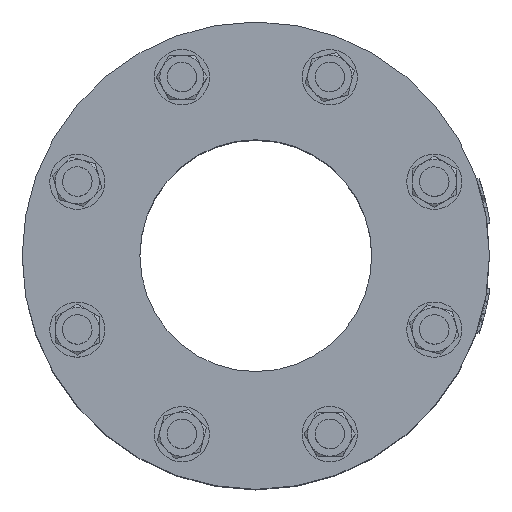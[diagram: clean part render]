
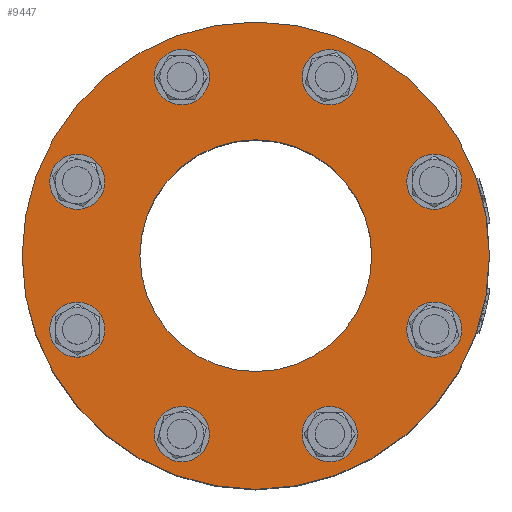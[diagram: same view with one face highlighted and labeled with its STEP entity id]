
A CAD part, top view. The second image highlights one B-rep face of the part: STEP entity #9447.
In plain terms, the highlighted planar face has unit normal (0, 0, 1).
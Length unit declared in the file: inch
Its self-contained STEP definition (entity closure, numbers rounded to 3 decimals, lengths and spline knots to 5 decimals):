
#1288 = CIRCLE ( 'NONE', #3205, 0.59055 ) ;
#1339 = ORIENTED_EDGE ( 'NONE', *, *, #6601, .T. ) ;
#1341 = ORIENTED_EDGE ( 'NONE', *, *, #6456, .T. ) ;
#1347 = ORIENTED_EDGE ( 'NONE', *, *, #6613, .T. ) ;
#1353 = ORIENTED_EDGE ( 'NONE', *, *, #9807, .T. ) ;
#1398 = ORIENTED_EDGE ( 'NONE', *, *, #6563, .T. ) ;
#1406 = ORIENTED_EDGE ( 'NONE', *, *, #6602, .T. ) ;
#1408 = ORIENTED_EDGE ( 'NONE', *, *, #6595, .T. ) ;
#1414 = ORIENTED_EDGE ( 'NONE', *, *, #6606, .T. ) ;
#1428 = ORIENTED_EDGE ( 'NONE', *, *, #6589, .T. ) ;
#1450 = ORIENTED_EDGE ( 'NONE', *, *, #6475, .F. ) ;
#1513 = VERTEX_POINT ( 'NONE', #5012 ) ;
#1519 = VERTEX_POINT ( 'NONE', #5015 ) ;
#1539 = VERTEX_POINT ( 'NONE', #5025 ) ;
#1543 = VERTEX_POINT ( 'NONE', #5027 ) ;
#1547 = VERTEX_POINT ( 'NONE', #5029 ) ;
#1551 = VERTEX_POINT ( 'NONE', #5031 ) ;
#1553 = VERTEX_POINT ( 'NONE', #5032 ) ;
#1559 = VERTEX_POINT ( 'NONE', #5035 ) ;
#1565 = VERTEX_POINT ( 'NONE', #5038 ) ;
#1581 = VERTEX_POINT ( 'NONE', #5046 ) ;
#3205 = AXIS2_PLACEMENT_3D ( 'NONE', #4769, #4770, #4771 ) ;
#4769 = CARTESIAN_POINT ( 'NONE',  ( -3.81919, 1.58196, 7.87402 ) ) ;
#4770 = DIRECTION ( 'NONE',  ( 0., 0., -1. ) ) ;
#4771 = DIRECTION ( 'NONE',  ( 0.707, 0.707, 0. ) ) ;
#5012 = CARTESIAN_POINT ( 'NONE',  ( 3.81919, 0.99141, 7.87402 ) ) ;
#5015 = CARTESIAN_POINT ( 'NONE',  ( 5., 0., 7.87402 ) ) ;
#5025 = CARTESIAN_POINT ( 'NONE',  ( 1.99954, 3.4016, 7.87402 ) ) ;
#5027 = CARTESIAN_POINT ( 'NONE',  ( -0.99141, 3.81919, 7.87402 ) ) ;
#5029 = CARTESIAN_POINT ( 'NONE',  ( 2.48031, 0., 7.87402 ) ) ;
#5031 = CARTESIAN_POINT ( 'NONE',  ( 3.4016, -1.99954, 7.87402 ) ) ;
#5032 = CARTESIAN_POINT ( 'NONE',  ( 0.99141, -3.81919, 7.87402 ) ) ;
#5035 = CARTESIAN_POINT ( 'NONE',  ( -1.99954, -3.4016, 7.87402 ) ) ;
#5038 = CARTESIAN_POINT ( 'NONE',  ( -3.81919, -0.99141, 7.87402 ) ) ;
#5046 = CARTESIAN_POINT ( 'NONE',  ( -3.4016, 1.99954, 7.87402 ) ) ;
#6112 = CARTESIAN_POINT ( 'NONE',  ( 3.81919, 1.58196, 7.87402 ) ) ;
#6113 = DIRECTION ( 'NONE',  ( 0., 0., -1. ) ) ;
#6114 = DIRECTION ( 'NONE',  ( 0., -1., 0. ) ) ;
#6456 = EDGE_CURVE ( 'NONE', #1513, #1513, #10959, .T. ) ;
#6475 = EDGE_CURVE ( 'NONE', #1519, #1519, #10978, .T. ) ;
#6563 = EDGE_CURVE ( 'NONE', #1539, #1539, #11065, .T. ) ;
#6589 = EDGE_CURVE ( 'NONE', #1543, #1543, #11092, .T. ) ;
#6595 = EDGE_CURVE ( 'NONE', #1547, #1547, #11103, .T. ) ;
#6601 = EDGE_CURVE ( 'NONE', #1551, #1551, #11109, .T. ) ;
#6602 = EDGE_CURVE ( 'NONE', #1553, #1553, #11110, .T. ) ;
#6606 = EDGE_CURVE ( 'NONE', #1559, #1559, #11115, .T. ) ;
#6613 = EDGE_CURVE ( 'NONE', #1565, #1565, #11121, .T. ) ;
#6928 = EDGE_LOOP ( 'NONE', ( #1406 ) ) ;
#6947 = EDGE_LOOP ( 'NONE', ( #1339 ) ) ;
#6950 = EDGE_LOOP ( 'NONE', ( #1353 ) ) ;
#6956 = EDGE_LOOP ( 'NONE', ( #1408 ) ) ;
#6957 = EDGE_LOOP ( 'NONE', ( #1414 ) ) ;
#6958 = EDGE_LOOP ( 'NONE', ( #1398 ) ) ;
#6959 = EDGE_LOOP ( 'NONE', ( #1347 ) ) ;
#6960 = EDGE_LOOP ( 'NONE', ( #1428 ) ) ;
#6961 = EDGE_LOOP ( 'NONE', ( #1450 ) ) ;
#6963 = EDGE_LOOP ( 'NONE', ( #1341 ) ) ;
#8410 = CARTESIAN_POINT ( 'NONE',  ( 0., 0., 7.87402 ) ) ;
#8411 = DIRECTION ( 'NONE',  ( 0., 0., -1. ) ) ;
#8412 = DIRECTION ( 'NONE',  ( 1., 0., 0. ) ) ;
#8775 = CARTESIAN_POINT ( 'NONE',  ( 1.58196, 3.81919, 7.87402 ) ) ;
#8776 = DIRECTION ( 'NONE',  ( 0., 0., -1. ) ) ;
#8777 = DIRECTION ( 'NONE',  ( 0.707, -0.707, 0. ) ) ;
#8875 = CARTESIAN_POINT ( 'NONE',  ( -1.58196, 3.81919, 7.87402 ) ) ;
#8876 = DIRECTION ( 'NONE',  ( 0., 0., -1. ) ) ;
#8877 = DIRECTION ( 'NONE',  ( 1., 0., 0. ) ) ;
#8894 = CARTESIAN_POINT ( 'NONE',  ( 0., 0., 7.87402 ) ) ;
#8895 = DIRECTION ( 'NONE',  ( 0., 0., -1. ) ) ;
#8896 = DIRECTION ( 'NONE',  ( 1., 0., 0. ) ) ;
#8918 = CARTESIAN_POINT ( 'NONE',  ( 3.81919, -1.58196, 7.87402 ) ) ;
#8919 = DIRECTION ( 'NONE',  ( 0., 0., -1. ) ) ;
#8920 = DIRECTION ( 'NONE',  ( -0.707, -0.707, 0. ) ) ;
#8921 = CARTESIAN_POINT ( 'NONE',  ( 1.58196, -3.81919, 7.87402 ) ) ;
#8922 = DIRECTION ( 'NONE',  ( 0., 0., -1. ) ) ;
#8923 = DIRECTION ( 'NONE',  ( -1., 0., 0. ) ) ;
#8932 = CARTESIAN_POINT ( 'NONE',  ( -1.58196, -3.81919, 7.87402 ) ) ;
#8933 = DIRECTION ( 'NONE',  ( 0., 0., -1. ) ) ;
#8934 = DIRECTION ( 'NONE',  ( -0.707, 0.707, 0. ) ) ;
#8963 = CARTESIAN_POINT ( 'NONE',  ( -3.81919, -1.58196, 7.87402 ) ) ;
#8964 = DIRECTION ( 'NONE',  ( 0., 0., -1. ) ) ;
#8965 = DIRECTION ( 'NONE',  ( 0., 1., 0. ) ) ;
#9256 = DIRECTION ( 'NONE',  ( 0., 0., -1. ) ) ;
#9263 = PLANE ( 'NONE',  #10151 ) ;
#9265 = CARTESIAN_POINT ( 'NONE',  ( 0., 0., 7.87402 ) ) ;
#9267 = DIRECTION ( 'NONE',  ( 1., 0., 0. ) ) ;
#9447 = ADVANCED_FACE ( 'NONE', ( #11261, #11262, #11266, #11263, #11267, #11265, #11269, #11270, #11271, #11272 ), #9263, .F. ) ;
#9807 = EDGE_CURVE ( 'NONE', #1581, #1581, #1288, .T. ) ;
#10037 = AXIS2_PLACEMENT_3D ( 'NONE', #6112, #6113, #6114 ) ;
#10042 = AXIS2_PLACEMENT_3D ( 'NONE', #8410, #8411, #8412 ) ;
#10066 = AXIS2_PLACEMENT_3D ( 'NONE', #8775, #8776, #8777 ) ;
#10073 = AXIS2_PLACEMENT_3D ( 'NONE', #8875, #8876, #8877 ) ;
#10075 = AXIS2_PLACEMENT_3D ( 'NONE', #8894, #8895, #8896 ) ;
#10077 = AXIS2_PLACEMENT_3D ( 'NONE', #8918, #8919, #8920 ) ;
#10078 = AXIS2_PLACEMENT_3D ( 'NONE', #8921, #8922, #8923 ) ;
#10081 = AXIS2_PLACEMENT_3D ( 'NONE', #8932, #8933, #8934 ) ;
#10085 = AXIS2_PLACEMENT_3D ( 'NONE', #8963, #8964, #8965 ) ;
#10151 = AXIS2_PLACEMENT_3D ( 'NONE', #9265, #9256, #9267 ) ;
#10959 = CIRCLE ( 'NONE', #10037, 0.59055 ) ;
#10978 = CIRCLE ( 'NONE', #10042, 5. ) ;
#11065 = CIRCLE ( 'NONE', #10066, 0.59055 ) ;
#11092 = CIRCLE ( 'NONE', #10073, 0.59055 ) ;
#11103 = CIRCLE ( 'NONE', #10075, 2.48031 ) ;
#11109 = CIRCLE ( 'NONE', #10077, 0.59055 ) ;
#11110 = CIRCLE ( 'NONE', #10078, 0.59055 ) ;
#11115 = CIRCLE ( 'NONE', #10081, 0.59055 ) ;
#11121 = CIRCLE ( 'NONE', #10085, 0.59055 ) ;
#11261 = FACE_OUTER_BOUND ( 'NONE', #6961, .T. ) ;
#11262 = FACE_BOUND ( 'NONE', #6963, .T. ) ;
#11263 = FACE_BOUND ( 'NONE', #6947, .T. ) ;
#11265 = FACE_BOUND ( 'NONE', #6959, .T. ) ;
#11266 = FACE_BOUND ( 'NONE', #6958, .T. ) ;
#11267 = FACE_BOUND ( 'NONE', #6950, .T. ) ;
#11269 = FACE_BOUND ( 'NONE', #6928, .T. ) ;
#11270 = FACE_BOUND ( 'NONE', #6960, .T. ) ;
#11271 = FACE_BOUND ( 'NONE', #6957, .T. ) ;
#11272 = FACE_BOUND ( 'NONE', #6956, .T. ) ;
